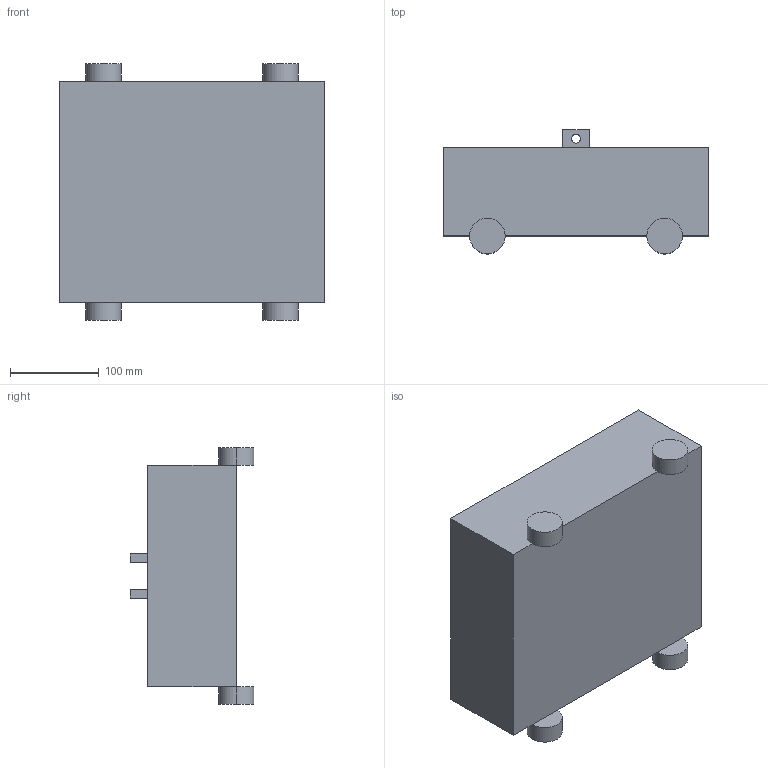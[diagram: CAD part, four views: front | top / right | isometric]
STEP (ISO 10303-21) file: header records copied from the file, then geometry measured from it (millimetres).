
FILE_DESCRIPTION (( 'STEP AP203' ), '1' );
FILE_NAME ('xeCart_Default_sldprt.STEP', '2021-08-18T15:52:56', ( '' ), ( '' ), 'SwSTEP 2.0', 'SolidWorks 2016', '' );
FILE_SCHEMA (( 'CONFIG_CONTROL_DESIGN' ));
Length unit declared in the file: millimetre
Products named in the file (1): xeCart_Default_sldprt
Bounding box: 300 x 140 x 290 mm (x, y, z)
Volume: 7610960.2 mm3; surface area: 278593.8 mm2
Topology: 1 solids, 1 shells, 36 faces, 80 edges, 48 vertices
Faces by surface type: plane 24, cylinder 12
Entity records: 1065 total; most frequent: DIRECTION 178, CARTESIAN_POINT 165, ORIENTED_EDGE 160, EDGE_CURVE 80, AXIS2_PLACEMENT_3D 61, VECTOR 56, LINE 56, VERTEX_POINT 48
